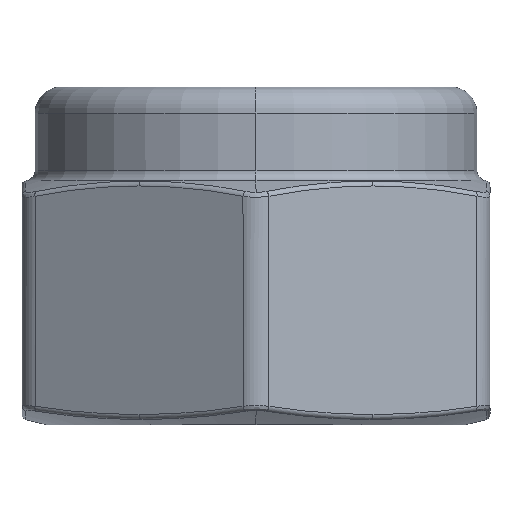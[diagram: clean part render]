
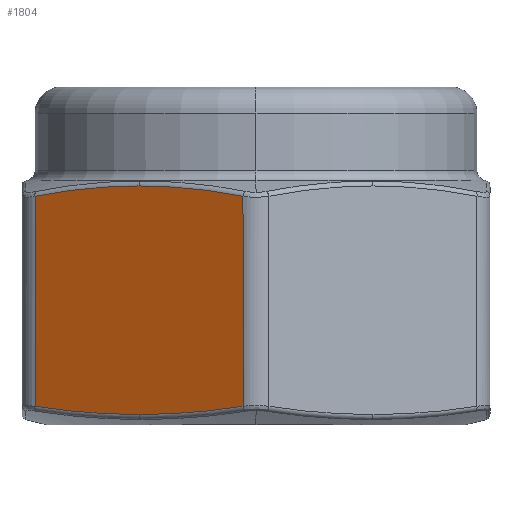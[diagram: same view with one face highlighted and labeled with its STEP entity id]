
A CAD part, left-side view. The second image highlights one B-rep face of the part: STEP entity #1804.
In plain terms, the highlighted planar face has unit normal (-0.866, 0.5, 0).
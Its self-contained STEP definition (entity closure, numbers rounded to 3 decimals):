
#128 = DIRECTION ( 'NONE',  ( 0.866, -0.5, 0. ) ) ;
#148 = CARTESIAN_POINT ( 'NONE',  ( -2.338, 1.35, 2.758 ) ) ;
#220 = DIRECTION ( 'NONE',  ( 0.866, -0.5, 0. ) ) ;
#248 = CARTESIAN_POINT ( 'NONE',  ( -3.031, 0.15, 0. ) ) ;
#550 = ORIENTED_EDGE ( 'NONE', *, *, #2880, .F. ) ;
#586 = AXIS2_PLACEMENT_3D ( 'NONE', #2018, #1991, #3489 ) ;
#659 = VECTOR ( 'NONE', #1864, 1000. ) ;
#736 = VERTEX_POINT ( 'NONE', #148 ) ;
#783 = ORIENTED_EDGE ( 'NONE', *, *, #2857, .F. ) ;
#814 = AXIS2_PLACEMENT_3D ( 'NONE', #3587, #220, #1653 ) ;
#840 = CARTESIAN_POINT ( 'NONE',  ( -2.338, 1.35, 10.298 ) ) ;
#1035 = VERTEX_POINT ( 'NONE', #4287 ) ;
#1056 = DIRECTION ( 'NONE',  ( 0., 0., 1. ) ) ;
#1313 = CARTESIAN_POINT ( 'NONE',  ( -3.031, 0.15, 0. ) ) ;
#1321 = DIRECTION ( 'NONE',  ( 0., 0., -1. ) ) ;
#1337 = ORIENTED_EDGE ( 'NONE', *, *, #3767, .T. ) ;
#1411 = DIRECTION ( 'NONE',  ( 0., 0., -1. ) ) ;
#1422 = CARTESIAN_POINT ( 'NONE',  ( -2.338, 1.35, -5.398 ) ) ;
#1435 = DIRECTION ( 'NONE',  ( 0.866, -0.5, 0. ) ) ;
#1494 = DIRECTION ( 'NONE',  ( 0.866, -0.5, 0. ) ) ;
#1514 = EDGE_CURVE ( 'NONE', #2689, #3282, #3327, .T. ) ;
#1632 = FACE_OUTER_BOUND ( 'NONE', #4370, .T. ) ;
#1653 = DIRECTION ( 'NONE',  ( 0., 0., -1. ) ) ;
#1804 = ADVANCED_FACE ( 'NONE', ( #1632 ), #3219, .F. ) ;
#1853 = CIRCLE ( 'NONE', #2235, 8.157 ) ;
#1864 = DIRECTION ( 'NONE',  ( 0., 0., 1. ) ) ;
#1926 = CARTESIAN_POINT ( 'NONE',  ( -2.338, 1.35, 0.121 ) ) ;
#1991 = DIRECTION ( 'NONE',  ( 0.866, -0.5, 0. ) ) ;
#2017 = EDGE_CURVE ( 'NONE', #3282, #3975, #4160, .T. ) ;
#2018 = CARTESIAN_POINT ( 'NONE',  ( -2.338, 1.35, -5.398 ) ) ;
#2235 = AXIS2_PLACEMENT_3D ( 'NONE', #1422, #1494, #1056 ) ;
#2636 = CARTESIAN_POINT ( 'NONE',  ( -1.645, 2.55, 0.216 ) ) ;
#2689 = VERTEX_POINT ( 'NONE', #1926 ) ;
#2847 = ORIENTED_EDGE ( 'NONE', *, *, #1514, .F. ) ;
#2857 = EDGE_CURVE ( 'NONE', #1035, #2689, #4041, .T. ) ;
#2880 = EDGE_CURVE ( 'NONE', #736, #4149, #3568, .T. ) ;
#3219 = PLANE ( 'NONE',  #3955 ) ;
#3282 = VERTEX_POINT ( 'NONE', #2636 ) ;
#3327 = CIRCLE ( 'NONE', #814, 10.177 ) ;
#3489 = DIRECTION ( 'NONE',  ( 0., 0., 1. ) ) ;
#3568 = CIRCLE ( 'NONE', #586, 8.157 ) ;
#3587 = CARTESIAN_POINT ( 'NONE',  ( -2.338, 1.35, 10.298 ) ) ;
#3700 = CARTESIAN_POINT ( 'NONE',  ( -3.031, 0.15, 2.64 ) ) ;
#3767 = EDGE_CURVE ( 'NONE', #1035, #4149, #4746, .T. ) ;
#3955 = AXIS2_PLACEMENT_3D ( 'NONE', #248, #1435, #1411 ) ;
#3975 = VERTEX_POINT ( 'NONE', #4162 ) ;
#4041 = CIRCLE ( 'NONE', #4667, 10.177 ) ;
#4078 = CARTESIAN_POINT ( 'NONE',  ( -1.645, 2.55, 0. ) ) ;
#4149 = VERTEX_POINT ( 'NONE', #3700 ) ;
#4160 = LINE ( 'NONE', #4078, #659 ) ;
#4162 = CARTESIAN_POINT ( 'NONE',  ( -1.645, 2.55, 2.64 ) ) ;
#4221 = EDGE_CURVE ( 'NONE', #3975, #736, #1853, .T. ) ;
#4287 = CARTESIAN_POINT ( 'NONE',  ( -3.031, 0.15, 0.216 ) ) ;
#4370 = EDGE_LOOP ( 'NONE', ( #783, #1337, #550, #4595, #4512, #2847 ) ) ;
#4441 = VECTOR ( 'NONE', #4696, 1000. ) ;
#4512 = ORIENTED_EDGE ( 'NONE', *, *, #2017, .F. ) ;
#4595 = ORIENTED_EDGE ( 'NONE', *, *, #4221, .F. ) ;
#4667 = AXIS2_PLACEMENT_3D ( 'NONE', #840, #128, #1321 ) ;
#4696 = DIRECTION ( 'NONE',  ( 0., 0., 1. ) ) ;
#4746 = LINE ( 'NONE', #1313, #4441 ) ;
